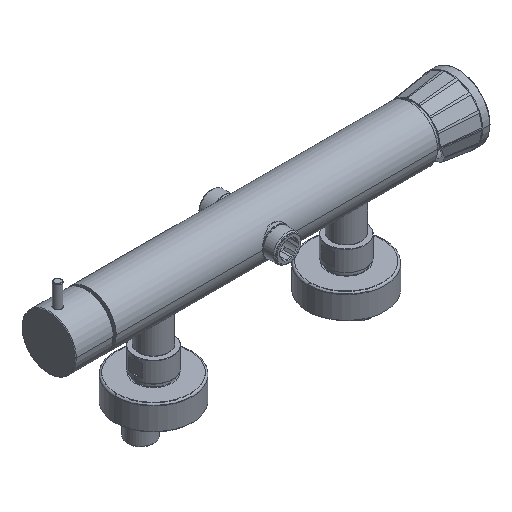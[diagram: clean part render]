
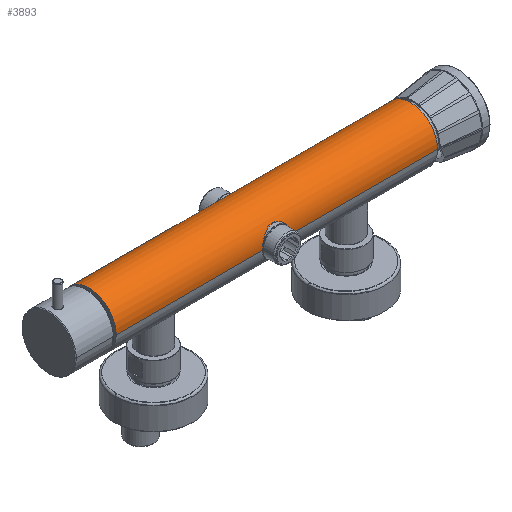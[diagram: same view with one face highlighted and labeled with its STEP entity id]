
A CAD part, isometric view. The second image highlights one B-rep face of the part: STEP entity #3893.
In plain terms, the highlighted cylindrical face has radius 21 mm (diameter 42 mm), a partial arc.
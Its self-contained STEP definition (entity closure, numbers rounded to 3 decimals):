
#150=DIRECTION('',(-1.,0.,0.));
#151=VECTOR('',#150,113.9);
#152=CARTESIAN_POINT('',(113.9,21.,0.));
#153=LINE('',#152,#151);
#157=DIRECTION('',(-1.,0.,0.));
#158=VECTOR('',#157,113.9);
#159=CARTESIAN_POINT('',(113.9,-21.,0.));
#160=LINE('',#159,#158);
#194=DIRECTION('',(-1.,0.,0.));
#195=VECTOR('',#194,113.9);
#196=CARTESIAN_POINT('',(250.,-21.,0.));
#197=LINE('',#196,#195);
#209=DIRECTION('',(-1.,0.,0.));
#210=VECTOR('',#209,113.9);
#211=CARTESIAN_POINT('',(250.,21.,0.));
#212=LINE('',#211,#210);
#1136=CARTESIAN_POINT('',(0.,0.,0.));
#1137=DIRECTION('',(1.,0.,0.));
#1138=DIRECTION('',(0.,1.,0.));
#1139=AXIS2_PLACEMENT_3D('',#1136,#1137,#1138);
#1168=CARTESIAN_POINT('',(136.1,21.,0.));
#1169=CARTESIAN_POINT('',(136.1,21.,0.644));
#1170=CARTESIAN_POINT('',(135.993,20.943,1.935));
#1171=CARTESIAN_POINT('',(135.441,20.656,3.953));
#1172=CARTESIAN_POINT('',(134.556,20.219,5.765));
#1173=CARTESIAN_POINT('',(133.391,19.693,7.34));
#1174=CARTESIAN_POINT('',(132.184,19.206,8.523));
#1175=CARTESIAN_POINT('',(130.619,18.668,9.64));
#1176=CARTESIAN_POINT('',(128.828,18.201,10.484));
#1177=CARTESIAN_POINT('',(126.863,17.889,11.001));
#1178=CARTESIAN_POINT('',(125.62,17.827,11.1));
#1179=CARTESIAN_POINT('',(125.,17.827,11.1));
#1184=CARTESIAN_POINT('',(250.,0.,0.));
#1185=DIRECTION('',(1.,0.,0.));
#1186=DIRECTION('',(0.,1.,0.));
#1187=AXIS2_PLACEMENT_3D('',#1184,#1185,#1186);
#1192=CARTESIAN_POINT('',(125.,-17.827,11.1));
#1193=CARTESIAN_POINT('',(125.736,-17.827,11.1));
#1194=CARTESIAN_POINT('',(127.181,-17.916,10.959));
#1195=CARTESIAN_POINT('',(129.359,-18.314,10.293));
#1196=CARTESIAN_POINT('',(131.29,-18.88,9.225));
#1197=CARTESIAN_POINT('',(132.857,-19.466,7.93));
#1198=CARTESIAN_POINT('',(134.233,-20.066,6.288));
#1199=CARTESIAN_POINT('',(135.294,-20.581,4.355));
#1200=CARTESIAN_POINT('',(135.969,-20.93,2.14));
#1201=CARTESIAN_POINT('',(136.1,-21.,0.715));
#1202=CARTESIAN_POINT('',(136.1,-21.,0.));
#1207=CARTESIAN_POINT('',(113.9,-21.,0.));
#1208=CARTESIAN_POINT('',(113.9,-21.,0.716));
#1209=CARTESIAN_POINT('',(114.032,-20.93,2.146));
#1210=CARTESIAN_POINT('',(114.708,-20.58,4.363));
#1211=CARTESIAN_POINT('',(115.778,-20.061,6.305));
#1212=CARTESIAN_POINT('',(117.166,-19.457,7.954));
#1213=CARTESIAN_POINT('',(118.742,-18.87,9.247));
#1214=CARTESIAN_POINT('',(120.667,-18.308,10.302));
#1215=CARTESIAN_POINT('',(122.83,-17.915,10.96));
#1216=CARTESIAN_POINT('',(124.268,-17.827,11.1));
#1217=CARTESIAN_POINT('',(125.,-17.827,11.1));
#1222=CARTESIAN_POINT('',(125.,17.827,11.1));
#1223=CARTESIAN_POINT('',(124.374,17.827,11.1));
#1224=CARTESIAN_POINT('',(123.126,17.89,10.999));
#1225=CARTESIAN_POINT('',(121.17,18.203,10.481));
#1226=CARTESIAN_POINT('',(119.429,18.655,9.663));
#1227=CARTESIAN_POINT('',(117.876,19.182,8.58));
#1228=CARTESIAN_POINT('',(116.558,19.714,7.287));
#1229=CARTESIAN_POINT('',(115.444,20.22,5.753));
#1230=CARTESIAN_POINT('',(114.574,20.649,3.991));
#1231=CARTESIAN_POINT('',(114.009,20.942,1.954));
#1232=CARTESIAN_POINT('',(113.9,21.,0.652));
#1233=CARTESIAN_POINT('',(113.9,21.,0.));
#2575=CARTESIAN_POINT('',(250.,21.,0.));
#2576=CARTESIAN_POINT('',(250.,-21.,0.));
#2577=VERTEX_POINT('',#2575);
#2578=VERTEX_POINT('',#2576);
#2579=CARTESIAN_POINT('',(0.,21.,0.));
#2580=CARTESIAN_POINT('',(0.,-21.,0.));
#2581=VERTEX_POINT('',#2579);
#2582=VERTEX_POINT('',#2580);
#2653=VERTEX_POINT('',#1192);
#2654=VERTEX_POINT('',#1202);
#2655=VERTEX_POINT('',#1207);
#2827=CARTESIAN_POINT('',(125.,17.827,11.1));
#2828=VERTEX_POINT('',#2827);
#2831=VERTEX_POINT('',#1168);
#2832=VERTEX_POINT('',#1233);
#3872=CARTESIAN_POINT('',(-12.5,0.,0.));
#3873=DIRECTION('',(1.,0.,0.));
#3874=DIRECTION('',(0.,-1.,0.));
#3875=AXIS2_PLACEMENT_3D('',#3872,#3873,#3874);
#3876=CYLINDRICAL_SURFACE('',#3875,21.);
#3878=ORIENTED_EDGE('',*,*,#3877,.F.);
#3879=ORIENTED_EDGE('',*,*,#2964,.F.);
#3880=ORIENTED_EDGE('',*,*,#2931,.T.);
#3881=ORIENTED_EDGE('',*,*,#2961,.T.);
#3883=ORIENTED_EDGE('',*,*,#3882,.F.);
#3885=ORIENTED_EDGE('',*,*,#3884,.F.);
#3886=ORIENTED_EDGE('',*,*,#2955,.T.);
#3887=ORIENTED_EDGE('',*,*,#3862,.F.);
#3888=ORIENTED_EDGE('',*,*,#2951,.F.);
#3890=ORIENTED_EDGE('',*,*,#3889,.F.);
#3891=EDGE_LOOP('',(#3878,#3879,#3880,#3881,#3883,#3885,#3886,#3887,#3888,
#3890));
#3892=FACE_OUTER_BOUND('',#3891,.F.);
#3893=ADVANCED_FACE('',(#3892),#3876,.T.);
#1140=CIRCLE('',#1139,21.);
#1180=B_SPLINE_CURVE_WITH_KNOTS('',3,(#1168,#1169,#1170,#1171,#1172,#1173,#1174,
#1175,#1176,#1177,#1178,#1179),.UNSPECIFIED.,.F.,.F.,(4,1,1,1,1,1,1,1,1,4),
(0.,0.111,0.222,0.333,0.444,
0.556,0.667,0.778,0.889,1.),
.UNSPECIFIED.);
#1188=CIRCLE('',#1187,21.);
#1203=B_SPLINE_CURVE_WITH_KNOTS('',3,(#1192,#1193,#1194,#1195,#1196,#1197,#1198,
#1199,#1200,#1201,#1202),.UNSPECIFIED.,.F.,.F.,(4,1,1,1,1,1,1,1,4),(0.,
0.125,0.25,0.375,0.5,0.625,0.75,0.875,1.),.UNSPECIFIED.);
#1218=B_SPLINE_CURVE_WITH_KNOTS('',3,(#1207,#1208,#1209,#1210,#1211,#1212,#1213,
#1214,#1215,#1216,#1217),.UNSPECIFIED.,.F.,.F.,(4,1,1,1,1,1,1,1,4),(0.,
0.125,0.25,0.375,0.5,0.625,0.75,0.875,1.),.UNSPECIFIED.);
#1234=B_SPLINE_CURVE_WITH_KNOTS('',3,(#1222,#1223,#1224,#1225,#1226,#1227,#1228,
#1229,#1230,#1231,#1232,#1233),.UNSPECIFIED.,.F.,.F.,(4,1,1,1,1,1,1,1,1,4),
(0.,0.111,0.222,0.333,0.444,
0.556,0.667,0.778,0.889,1.),
.UNSPECIFIED.);
#2931=EDGE_CURVE('',#2577,#2578,#1188,.T.);
#2951=EDGE_CURVE('',#2832,#2581,#153,.T.);
#2955=EDGE_CURVE('',#2655,#2582,#160,.T.);
#2961=EDGE_CURVE('',#2578,#2654,#197,.T.);
#2964=EDGE_CURVE('',#2577,#2831,#212,.T.);
#3862=EDGE_CURVE('',#2581,#2582,#1140,.T.);
#3877=EDGE_CURVE('',#2831,#2828,#1180,.T.);
#3882=EDGE_CURVE('',#2653,#2654,#1203,.T.);
#3884=EDGE_CURVE('',#2655,#2653,#1218,.T.);
#3889=EDGE_CURVE('',#2828,#2832,#1234,.T.);
